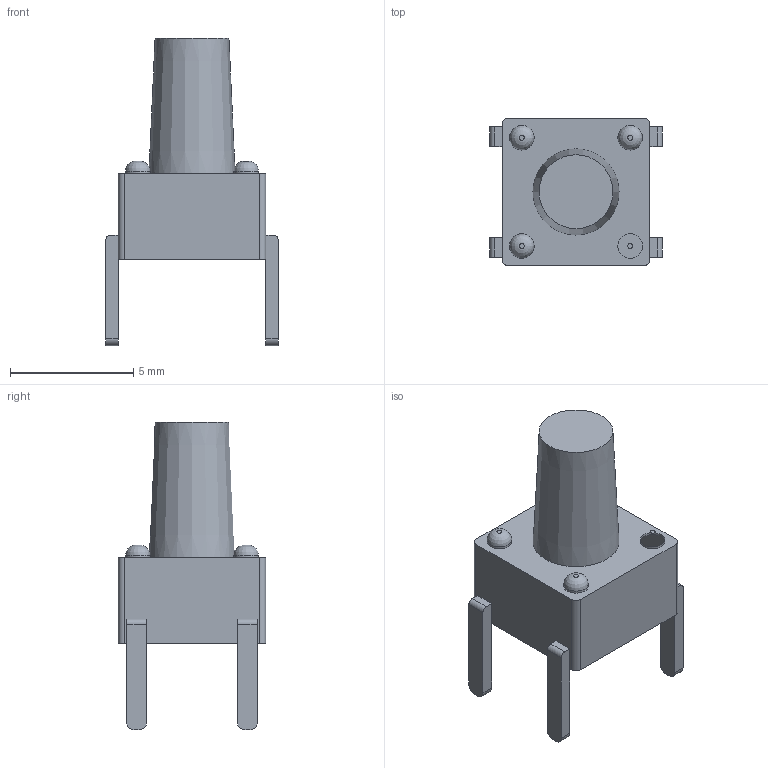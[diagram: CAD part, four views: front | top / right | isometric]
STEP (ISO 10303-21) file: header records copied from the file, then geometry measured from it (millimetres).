
FILE_DESCRIPTION(('FreeCAD Model'),'2;1');
FILE_NAME('Open CASCADE Shape Model','2025-05-18T00:30:39',('Author'),( ''),'Open CASCADE STEP processor 7.8','FreeCAD','Unknown');
FILE_SCHEMA(('AUTOMOTIVE_DESIGN { 1 0 10303 214 1 1 1 1 }'));
Length unit declared in the file: millimetre
Products named in the file (6): Unnamed; Contacts003; Contacts001; Contacts002; Contacts; Button_case
Assembly tree (5 placements, depth 2):
  Unnamed
    Contacts003
    Contacts001
    Contacts002
    Contacts
    Button_case
Bounding box: 7 x 6 x 12.5 mm (x, y, z)
Volume: 179.4 mm3; surface area: 259.3 mm2
Topology: 5 solids, 5 shells, 60 faces, 132 edges, 86 vertices
Faces by surface type: plane 35, cylinder 20, revolution 4, cone 1
Full cylindrical faces by diameter (mm): 1 x4
Entity records: 1825 total; most frequent: CARTESIAN_POINT 311, DIRECTION 309, ORIENTED_EDGE 262, EDGE_CURVE 131, AXIS2_PLACEMENT_3D 112, VERTEX_POINT 86, LINE 81, VECTOR 81
